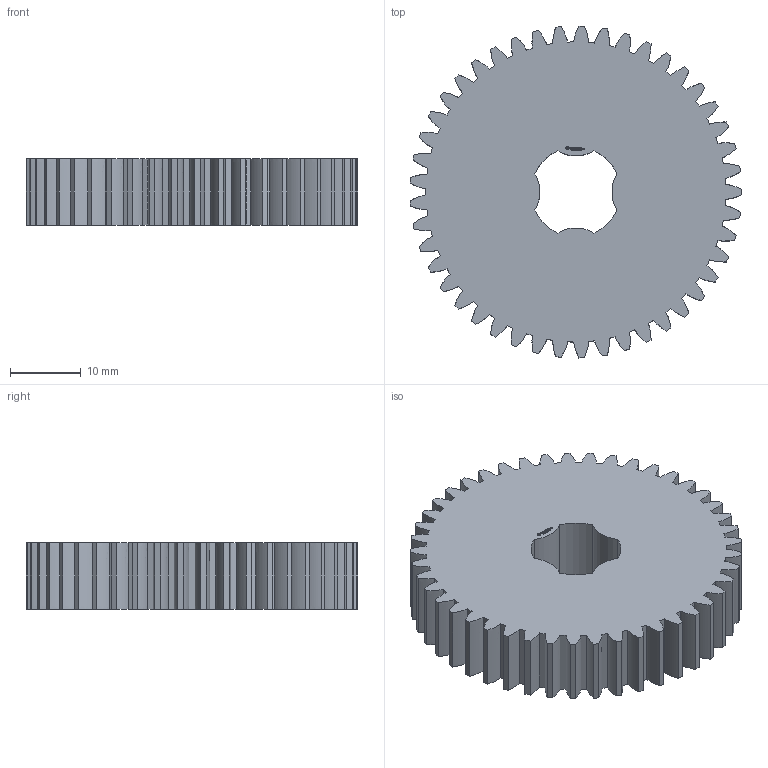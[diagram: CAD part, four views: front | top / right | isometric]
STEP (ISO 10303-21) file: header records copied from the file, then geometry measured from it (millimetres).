
FILE_DESCRIPTION(('FreeCAD Model'),'2;1');
FILE_NAME('Open CASCADE Shape Model','2024-03-10T00:42:16',(''),(''), 'Open CASCADE STEP processor 7.6','FreeCAD','Unknown');
FILE_SCHEMA(('AUTOMOTIVE_DESIGN { 1 0 10303 214 1 1 1 1 }'));
Length unit declared in the file: millimetre
Products named in the file (1): Gear Wheel PLN TTH45 BU00.75 SFT-SHD - SPN-GWH-0159 (stemfie.org)
Bounding box: 46.96 x 46.99 x 9.38 mm (x, y, z)
Volume: 13772.2 mm3; surface area: 6015.5 mm2
Topology: 1 solids, 1 shells, 661 faces, 1887 edges, 1258 vertices
Faces by surface type: extrusion 332, plane 321, cylinder 8
Entity records: 59058 total; most frequent: CARTESIAN_POINT 19011, DIRECTION 5341, VECTOR 4633, LINE 4301, ORIENTED_EDGE 3774, PCURVE 3774, DEFINITIONAL_REPRESENTATION 3774, EDGE_CURVE 1887
